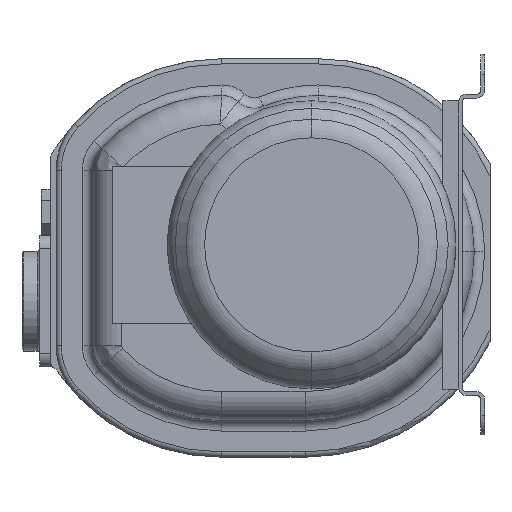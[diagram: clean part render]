
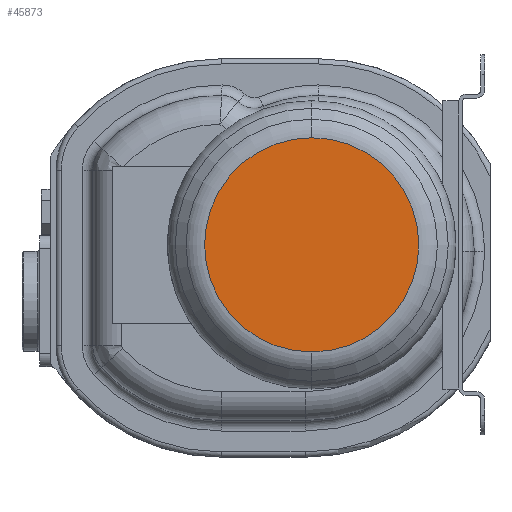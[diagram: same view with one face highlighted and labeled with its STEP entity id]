
A CAD part, left-side view. The second image highlights one B-rep face of the part: STEP entity #45873.
In plain terms, the highlighted planar face has unit normal (-1, 0, 0).
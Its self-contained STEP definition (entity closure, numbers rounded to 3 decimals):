
#39575=CARTESIAN_POINT('',(-445.,0.,0.));
#39576=DIRECTION('',(-1.,0.,0.));
#39577=DIRECTION('',(0.,0.,1.));
#39578=AXIS2_PLACEMENT_3D('',#39575,#39576,#39577);
#39590=CARTESIAN_POINT('',(-445.,0.,0.));
#39591=DIRECTION('',(-1.,0.,0.));
#39592=DIRECTION('',(0.,0.,-1.));
#39593=AXIS2_PLACEMENT_3D('',#39590,#39591,#39592);
#40882=CARTESIAN_POINT('',(-445.,0.,-81.716));
#40884=VERTEX_POINT('',#40882);
#40887=CARTESIAN_POINT('',(-445.,0.,81.716));
#40889=VERTEX_POINT('',#40887);
#45864=CARTESIAN_POINT('',(-445.,0.,0.));
#45865=DIRECTION('',(1.,0.,0.));
#45866=DIRECTION('',(0.,0.,-1.));
#45867=AXIS2_PLACEMENT_3D('',#45864,#45865,#45866);
#45868=PLANE('',#45867);
#45869=ORIENTED_EDGE('',*,*,#45843,.F.);
#45870=ORIENTED_EDGE('',*,*,#45857,.F.);
#45871=EDGE_LOOP('',(#45869,#45870));
#45872=FACE_OUTER_BOUND('',#45871,.F.);
#45873=ADVANCED_FACE('',(#45872),#45868,.F.);
#39579=CIRCLE('',#39578,81.716);
#39594=CIRCLE('',#39593,81.716);
#45843=EDGE_CURVE('',#40889,#40884,#39579,.T.);
#45857=EDGE_CURVE('',#40884,#40889,#39594,.T.);
